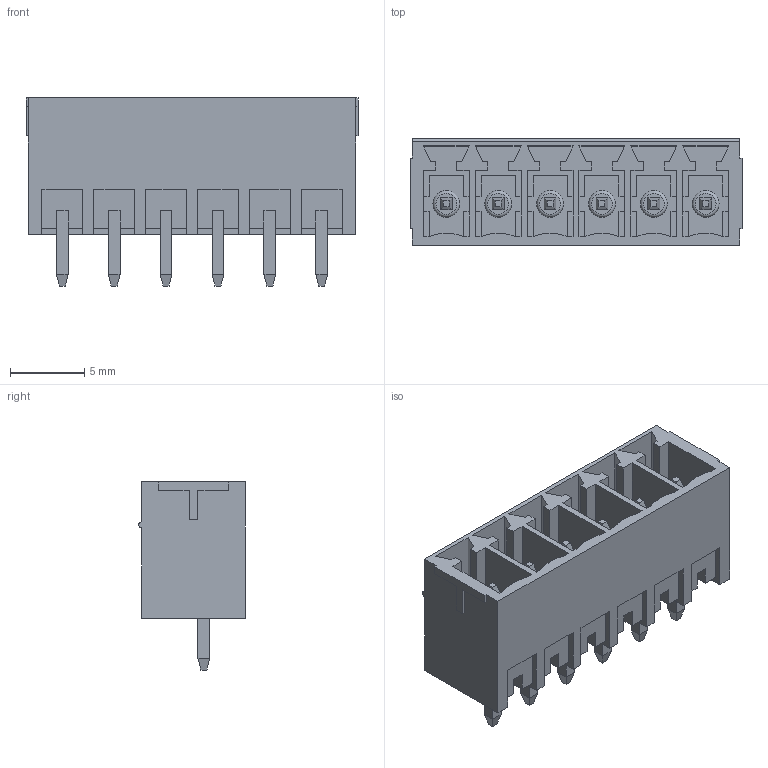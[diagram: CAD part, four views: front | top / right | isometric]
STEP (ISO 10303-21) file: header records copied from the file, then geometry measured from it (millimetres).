
FILE_DESCRIPTION( ( 'Unknown' ), '1' );
FILE_NAME( '691321100006.stp', 'Unknown', ( 'Unknown' ), ( 'Unknown' ), 'PSStep 18.0.17', 'Unknown', ' ' );
FILE_SCHEMA( ( 'AUTOMOTIVE_DESIGN { 1 0 10303 214 1 1 1 1 }' ) );
Length unit declared in the file: millimetre
Products named in the file (3): Assem1; 6913211000xx_PIN; 691321100006
Assembly tree (7 placements, depth 2):
  Assem1
    6913211000xx_PIN  x6
    691321100006
Bounding box: 22.4 x 7.2 x 12.7 mm (x, y, z)
Volume: 664.7 mm3; surface area: 2264.6 mm2
Topology: 7 solids, 7 shells, 354 faces, 942 edges, 608 vertices
Faces by surface type: plane 335, cylinder 13, torus 6
Full cylindrical faces by diameter (mm): 1.8 x6
Entity records: 11274 total; most frequent: CARTESIAN_POINT 1598, ORIENTED_EDGE 1568, DIRECTION 1400, EDGE_CURVE 784, LINE 752, VECTOR 752, VERTEX_POINT 522, AXIS2_PLACEMENT_3D 324
